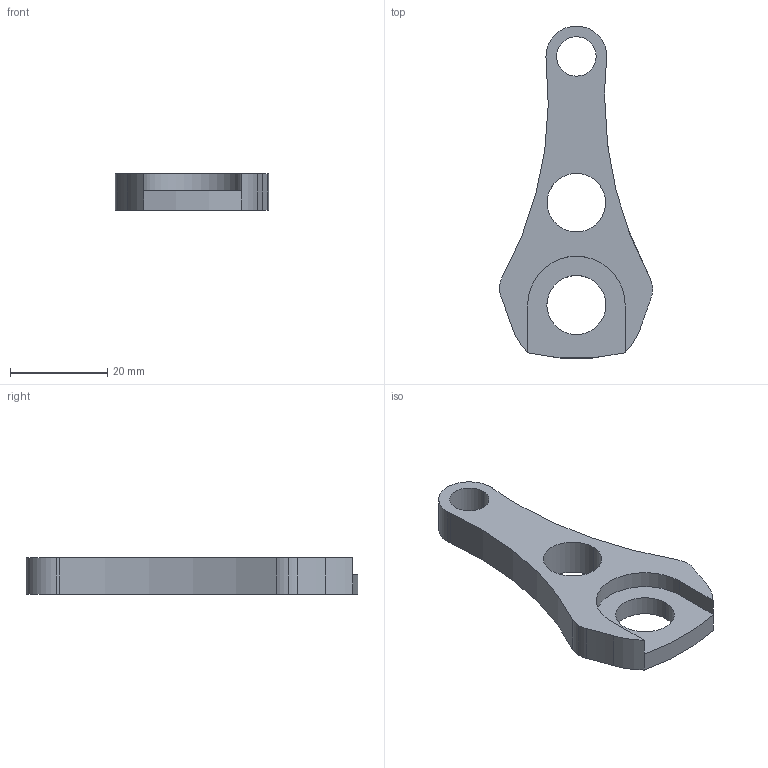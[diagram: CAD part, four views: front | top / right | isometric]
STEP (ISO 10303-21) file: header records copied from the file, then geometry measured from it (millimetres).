
FILE_DESCRIPTION (( 'STEP AP214' ), '1' );
FILE_NAME ('DR4063.STEP', '2015-06-29T22:02:47', ( 'Accounting' ), ( 'Microsoft' ), 'SwSTEP 2.0', 'SolidWorks 2015', '' );
FILE_SCHEMA (( 'AUTOMOTIVE_DESIGN' ));
Length unit declared in the file: millimetre
Products named in the file (1): DR4063
Bounding box: 31.44 x 68.12 x 7.5 mm (x, y, z)
Volume: 6399.2 mm3; surface area: 3942.6 mm2
Topology: 1 solids, 1 shells, 31 faces, 85 edges, 56 vertices
Faces by surface type: cylinder 25, plane 6
Entity records: 1061 total; most frequent: DIRECTION 201, CARTESIAN_POINT 173, ORIENTED_EDGE 170, EDGE_CURVE 85, AXIS2_PLACEMENT_3D 84, VERTEX_POINT 56, CIRCLE 52, EDGE_LOOP 37
